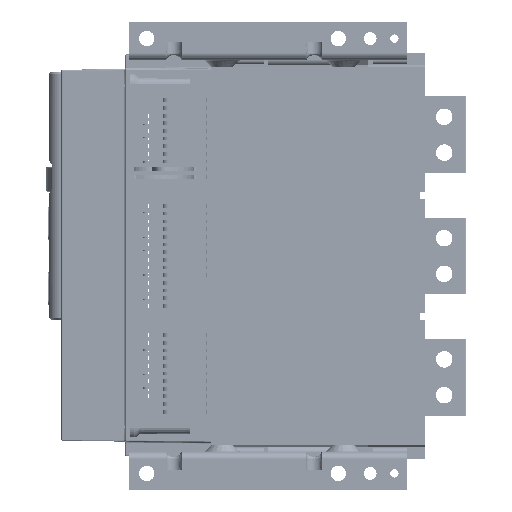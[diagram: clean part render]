
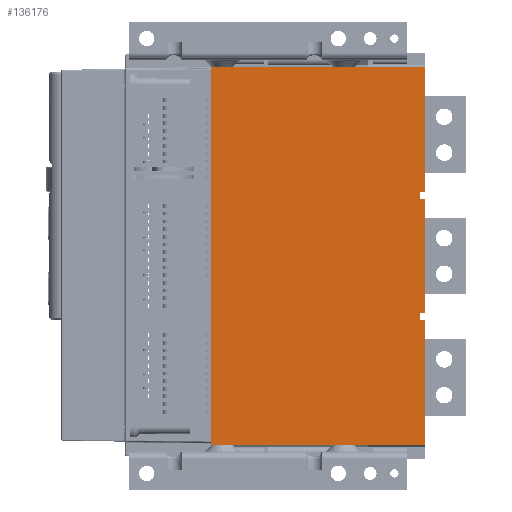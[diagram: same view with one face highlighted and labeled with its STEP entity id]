
A CAD part, front view. The second image highlights one B-rep face of the part: STEP entity #136176.
In plain terms, the highlighted planar face has unit normal (0, -1, 0).
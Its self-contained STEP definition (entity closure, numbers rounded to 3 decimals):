
#3928=DIRECTION('',(0.,0.,-1.));
#3929=VECTOR('',#3928,98.);
#3930=CARTESIAN_POINT('',(0.,0.,195.5));
#3931=LINE('',#3930,#3929);
#4351=DIRECTION('',(0.,0.,-1.));
#4352=VECTOR('',#4351,2.);
#4353=CARTESIAN_POINT('',(-168.,0.,195.5));
#4354=LINE('',#4353,#4352);
#4355=DIRECTION('',(1.,0.,0.));
#4356=VECTOR('',#4355,168.);
#4357=CARTESIAN_POINT('',(-168.,0.,195.5));
#4358=LINE('',#4357,#4356);
#4359=DIRECTION('',(1.,0.,0.));
#4360=VECTOR('',#4359,4.);
#4361=CARTESIAN_POINT('',(-4.,0.,97.5));
#4362=LINE('',#4361,#4360);
#4363=DIRECTION('',(0.,0.,1.));
#4364=VECTOR('',#4363,90.);
#4365=CARTESIAN_POINT('',(0.,0.,2.5));
#4366=LINE('',#4365,#4364);
#4367=DIRECTION('',(1.,0.,0.));
#4368=VECTOR('',#4367,4.);
#4369=CARTESIAN_POINT('',(-4.,0.,2.5));
#4370=LINE('',#4369,#4368);
#4371=DIRECTION('',(0.,0.,1.));
#4372=VECTOR('',#4371,5.);
#4373=CARTESIAN_POINT('',(-4.,0.,-2.5));
#4374=LINE('',#4373,#4372);
#4375=DIRECTION('',(0.,0.,1.));
#4376=VECTOR('',#4375,98.);
#4377=CARTESIAN_POINT('',(0.,0.,-100.5));
#4378=LINE('',#4377,#4376);
#4379=DIRECTION('',(-1.,0.,0.));
#4380=VECTOR('',#4379,168.);
#4381=CARTESIAN_POINT('',(0.,0.,-100.5));
#4382=LINE('',#4381,#4380);
#4383=DIRECTION('',(0.,0.,-1.));
#4384=VECTOR('',#4383,3.);
#4385=CARTESIAN_POINT('',(-168.,0.,-97.5));
#4386=LINE('',#4385,#4384);
#4387=DIRECTION('',(0.,0.,1.));
#4388=VECTOR('',#4387,291.);
#4389=CARTESIAN_POINT('',(-168.,0.,-97.5));
#4390=LINE('',#4389,#4388);
#73457=DIRECTION('',(1.,0.,0.));
#73458=VECTOR('',#73457,4.);
#73459=CARTESIAN_POINT('',(-4.,0.,92.5));
#73460=LINE('',#73459,#73458);
#73465=DIRECTION('',(0.,0.,-1.));
#73466=VECTOR('',#73465,5.);
#73467=CARTESIAN_POINT('',(-4.,0.,97.5));
#73468=LINE('',#73467,#73466);
#91472=DIRECTION('',(1.,0.,0.));
#91473=VECTOR('',#91472,4.);
#91474=CARTESIAN_POINT('',(-4.,0.,-2.5));
#91475=LINE('',#91474,#91473);
#102438=CARTESIAN_POINT('',(0.,0.,2.5));
#102440=VERTEX_POINT('',#102438);
#102455=CARTESIAN_POINT('',(0.,0.,92.5));
#102456=VERTEX_POINT('',#102455);
#102627=CARTESIAN_POINT('',(0.,0.,195.5));
#102628=VERTEX_POINT('',#102627);
#102629=CARTESIAN_POINT('',(0.,0.,97.5));
#102630=VERTEX_POINT('',#102629);
#102815=CARTESIAN_POINT('',(0.,0.,-2.5));
#102816=VERTEX_POINT('',#102815);
#102817=CARTESIAN_POINT('',(0.,0.,-100.5));
#102818=VERTEX_POINT('',#102817);
#103021=CARTESIAN_POINT('',(-4.,0.,-2.5));
#103022=VERTEX_POINT('',#103021);
#103023=CARTESIAN_POINT('',(-4.,0.,2.5));
#103024=VERTEX_POINT('',#103023);
#103025=CARTESIAN_POINT('',(-4.,0.,92.5));
#103026=VERTEX_POINT('',#103025);
#103027=CARTESIAN_POINT('',(-4.,0.,97.5));
#103028=VERTEX_POINT('',#103027);
#105676=CARTESIAN_POINT('',(-168.,0.,-100.5));
#105678=VERTEX_POINT('',#105676);
#105680=CARTESIAN_POINT('',(-168.,0.,195.5));
#105682=VERTEX_POINT('',#105680);
#120859=CARTESIAN_POINT('',(-168.,0.,-97.5));
#120860=CARTESIAN_POINT('',(-168.,0.,193.5));
#120861=VERTEX_POINT('',#120859);
#120862=VERTEX_POINT('',#120860);
#136144=CARTESIAN_POINT('',(0.,0.,47.5));
#136145=DIRECTION('',(0.,-1.,0.));
#136146=DIRECTION('',(0.,0.,1.));
#136147=AXIS2_PLACEMENT_3D('',#136144,#136145,#136146);
#136148=PLANE('',#136147);
#136150=ORIENTED_EDGE('',*,*,#136149,.F.);
#136152=ORIENTED_EDGE('',*,*,#136151,.T.);
#136153=ORIENTED_EDGE('',*,*,#135579,.T.);
#136155=ORIENTED_EDGE('',*,*,#136154,.F.);
#136157=ORIENTED_EDGE('',*,*,#136156,.T.);
#136159=ORIENTED_EDGE('',*,*,#136158,.T.);
#136160=ORIENTED_EDGE('',*,*,#135941,.F.);
#136161=ORIENTED_EDGE('',*,*,#136134,.F.);
#136163=ORIENTED_EDGE('',*,*,#136162,.F.);
#136165=ORIENTED_EDGE('',*,*,#136164,.T.);
#136167=ORIENTED_EDGE('',*,*,#136166,.F.);
#136169=ORIENTED_EDGE('',*,*,#136168,.T.);
#136171=ORIENTED_EDGE('',*,*,#136170,.F.);
#136173=ORIENTED_EDGE('',*,*,#136172,.T.);
#136174=EDGE_LOOP('',(#136150,#136152,#136153,#136155,#136157,#136159,#136160,
#136161,#136163,#136165,#136167,#136169,#136171,#136173));
#136175=FACE_OUTER_BOUND('',#136174,.F.);
#136176=ADVANCED_FACE('',(#136175),#136148,.T.);
#135579=EDGE_CURVE('',#102628,#102630,#3931,.T.);
#135941=EDGE_CURVE('',#102440,#102456,#4366,.T.);
#136134=EDGE_CURVE('',#103024,#102440,#4370,.T.);
#136149=EDGE_CURVE('',#105682,#120862,#4354,.T.);
#136151=EDGE_CURVE('',#105682,#102628,#4358,.T.);
#136154=EDGE_CURVE('',#103028,#102630,#4362,.T.);
#136156=EDGE_CURVE('',#103028,#103026,#73468,.T.);
#136158=EDGE_CURVE('',#103026,#102456,#73460,.T.);
#136162=EDGE_CURVE('',#103022,#103024,#4374,.T.);
#136164=EDGE_CURVE('',#103022,#102816,#91475,.T.);
#136166=EDGE_CURVE('',#102818,#102816,#4378,.T.);
#136168=EDGE_CURVE('',#102818,#105678,#4382,.T.);
#136170=EDGE_CURVE('',#120861,#105678,#4386,.T.);
#136172=EDGE_CURVE('',#120861,#120862,#4390,.T.);
